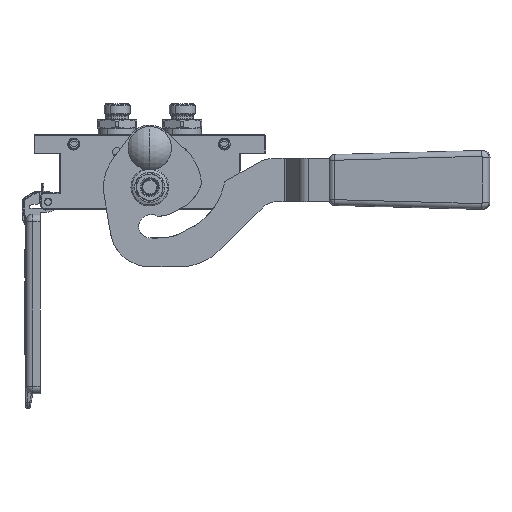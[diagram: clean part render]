
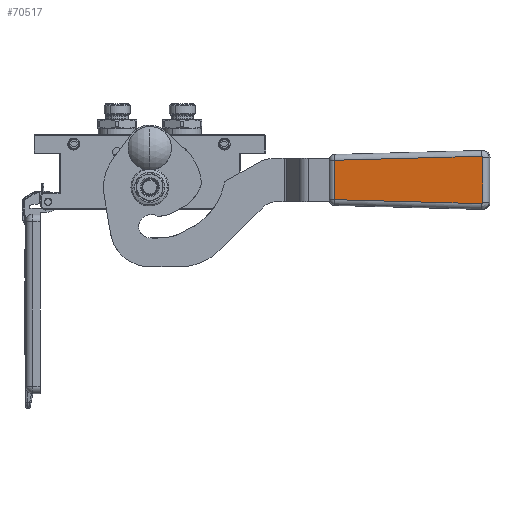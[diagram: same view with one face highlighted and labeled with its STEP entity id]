
A CAD part, front view. The second image highlights one B-rep face of the part: STEP entity #70517.
In plain terms, the highlighted face is planar.
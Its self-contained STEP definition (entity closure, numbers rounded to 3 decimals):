
#827 = VECTOR ( 'NONE', #68973, 1000. ) ;
#4261 = ORIENTED_EDGE ( 'NONE', *, *, #68986, .F. ) ;
#4740 = CARTESIAN_POINT ( 'NONE',  ( 16.364, 0.068, -5.014 ) ) ;
#5035 = VECTOR ( 'NONE', #25927, 1000. ) ;
#8068 = CARTESIAN_POINT ( 'NONE',  ( -16.363, 0.069, -5.081 ) ) ;
#10005 = DIRECTION ( 'NONE',  ( 1., 0., 0. ) ) ;
#10628 = AXIS2_PLACEMENT_3D ( 'NONE', #56833, #20771, #70121 ) ;
#16862 = EDGE_CURVE ( 'NONE', #50651, #29660, #82319, .T. ) ;
#18041 = B_SPLINE_CURVE_WITH_KNOTS ( 'NONE', 3,
 ( #8068, #37378, #23156, #85531, #65101, #50351, #86746, #36792, #43260, #22558, #72518 ),
 .UNSPECIFIED., .F., .F.,
 ( 4, 1, 1, 1, 1, 1, 1, 1, 4 ),
 ( 0., 0.125, 0.25, 0.375, 0.5, 0.625, 0.75, 0.875, 1. ),
 .UNSPECIFIED. ) ;
#18299 = CARTESIAN_POINT ( 'NONE',  ( 16.301, 0.063, -4.688 ) ) ;
#18674 = ORIENTED_EDGE ( 'NONE', *, *, #16862, .F. ) ;
#19603 = CARTESIAN_POINT ( 'NONE',  ( 13.607, 1.447, -107.054 ) ) ;
#20771 = DIRECTION ( 'NONE',  ( 0., 1., 0.014 ) ) ;
#22558 = CARTESIAN_POINT ( 'NONE',  ( -15.43, 0.055, -4.054 ) ) ;
#23156 = CARTESIAN_POINT ( 'NONE',  ( -16.355, 0.066, -4.882 ) ) ;
#25927 = DIRECTION ( 'NONE',  ( -0.027, -0.014, 1. ) ) ;
#29455 = ORIENTED_EDGE ( 'NONE', *, *, #35137, .F. ) ;
#29660 = VERTEX_POINT ( 'NONE', #55741 ) ;
#32208 = CARTESIAN_POINT ( 'NONE',  ( 15.754, 0.056, -4.127 ) ) ;
#32218 = ORIENTED_EDGE ( 'NONE', *, *, #80287, .F. ) ;
#35137 = EDGE_CURVE ( 'NONE', #82297, #38635, #59300, .T. ) ;
#36256 = VECTOR ( 'NONE', #45869, 1000. ) ;
#36792 = CARTESIAN_POINT ( 'NONE',  ( -15.754, 0.056, -4.127 ) ) ;
#37378 = CARTESIAN_POINT ( 'NONE',  ( -16.364, 0.068, -5.014 ) ) ;
#38635 = VERTEX_POINT ( 'NONE', #57711 ) ;
#43260 = CARTESIAN_POINT ( 'NONE',  ( -15.562, 0.055, -4.067 ) ) ;
#45277 = CARTESIAN_POINT ( 'NONE',  ( -15.363, 0.055, -4.054 ) ) ;
#45792 = CARTESIAN_POINT ( 'NONE',  ( 15.562, 0.055, -4.067 ) ) ;
#45869 = DIRECTION ( 'NONE',  ( -0.027, 0.014, -1. ) ) ;
#47026 = CARTESIAN_POINT ( 'NONE',  ( 16.084, 0.059, -4.352 ) ) ;
#47903 = FACE_OUTER_BOUND ( 'NONE', #51507, .T. ) ;
#50351 = CARTESIAN_POINT ( 'NONE',  ( -16.084, 0.059, -4.352 ) ) ;
#50651 = VERTEX_POINT ( 'NONE', #45277 ) ;
#51507 = EDGE_LOOP ( 'NONE', ( #29455, #75957, #55403, #18674, #32218, #4261 ) ) ;
#52851 = CARTESIAN_POINT ( 'NONE',  ( 16.363, 0.069, -5.081 ) ) ;
#53516 = B_SPLINE_CURVE_WITH_KNOTS ( 'NONE', 3,
 ( #89283, #88669, #45792, #32208, #67948, #47026, #74160, #18299, #60548, #4740, #52851 ),
 .UNSPECIFIED., .F., .F.,
 ( 4, 1, 1, 1, 1, 1, 1, 1, 4 ),
 ( 0., 0.125, 0.25, 0.375, 0.5, 0.625, 0.75, 0.875, 1. ),
 .UNSPECIFIED. ) ;
#54364 = VERTEX_POINT ( 'NONE', #81881 ) ;
#55403 = ORIENTED_EDGE ( 'NONE', *, *, #79871, .F. ) ;
#55741 = CARTESIAN_POINT ( 'NONE',  ( 15.363, 0.055, -4.054 ) ) ;
#56833 = CARTESIAN_POINT ( 'NONE',  ( 50., 1.5, -111. ) ) ;
#57288 = EDGE_CURVE ( 'NONE', #88200, #82297, #89187, .T. ) ;
#57711 = CARTESIAN_POINT ( 'NONE',  ( -13.607, 1.447, -107.054 ) ) ;
#59300 = LINE ( 'NONE', #19603, #827 ) ;
#60548 = CARTESIAN_POINT ( 'NONE',  ( 16.355, 0.066, -4.882 ) ) ;
#61897 = CARTESIAN_POINT ( 'NONE',  ( 13.607, 1.447, -107.054 ) ) ;
#63561 = VECTOR ( 'NONE', #10005, 1000. ) ;
#65101 = CARTESIAN_POINT ( 'NONE',  ( -16.209, 0.061, -4.509 ) ) ;
#65712 = LINE ( 'NONE', #67864, #5035 ) ;
#67864 = CARTESIAN_POINT ( 'NONE',  ( -13.607, 1.447, -107.054 ) ) ;
#67948 = CARTESIAN_POINT ( 'NONE',  ( 15.931, 0.057, -4.223 ) ) ;
#68485 = CARTESIAN_POINT ( 'NONE',  ( 16.363, 0.069, -5.081 ) ) ;
#68973 = DIRECTION ( 'NONE',  ( -1., 0., 0. ) ) ;
#68986 = EDGE_CURVE ( 'NONE', #38635, #54364, #65712, .T. ) ;
#70121 = DIRECTION ( 'NONE',  ( 0., -0.014, 1. ) ) ;
#70517 = ADVANCED_FACE ( 'NONE', ( #47903 ), #91175, .F. ) ;
#72518 = CARTESIAN_POINT ( 'NONE',  ( -15.363, 0.055, -4.054 ) ) ;
#74160 = CARTESIAN_POINT ( 'NONE',  ( 16.209, 0.061, -4.509 ) ) ;
#74548 = CARTESIAN_POINT ( 'NONE',  ( 16.363, 0.069, -5.081 ) ) ;
#75957 = ORIENTED_EDGE ( 'NONE', *, *, #57288, .F. ) ;
#79708 = CARTESIAN_POINT ( 'NONE',  ( -15.363, 0.055, -4.054 ) ) ;
#79871 = EDGE_CURVE ( 'NONE', #29660, #88200, #53516, .T. ) ;
#80287 = EDGE_CURVE ( 'NONE', #54364, #50651, #18041, .T. ) ;
#81881 = CARTESIAN_POINT ( 'NONE',  ( -16.363, 0.069, -5.081 ) ) ;
#82297 = VERTEX_POINT ( 'NONE', #61897 ) ;
#82319 = LINE ( 'NONE', #79708, #63561 ) ;
#85531 = CARTESIAN_POINT ( 'NONE',  ( -16.301, 0.063, -4.688 ) ) ;
#86746 = CARTESIAN_POINT ( 'NONE',  ( -15.931, 0.057, -4.223 ) ) ;
#88200 = VERTEX_POINT ( 'NONE', #68485 ) ;
#88669 = CARTESIAN_POINT ( 'NONE',  ( 15.43, 0.055, -4.054 ) ) ;
#89187 = LINE ( 'NONE', #74548, #36256 ) ;
#89283 = CARTESIAN_POINT ( 'NONE',  ( 15.363, 0.055, -4.054 ) ) ;
#91175 = PLANE ( 'NONE',  #10628 ) ;
